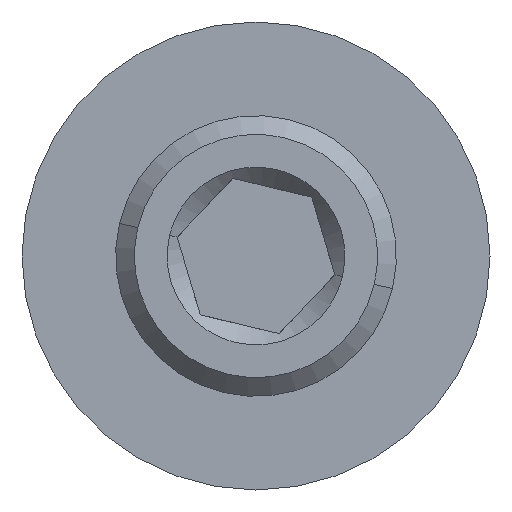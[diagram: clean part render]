
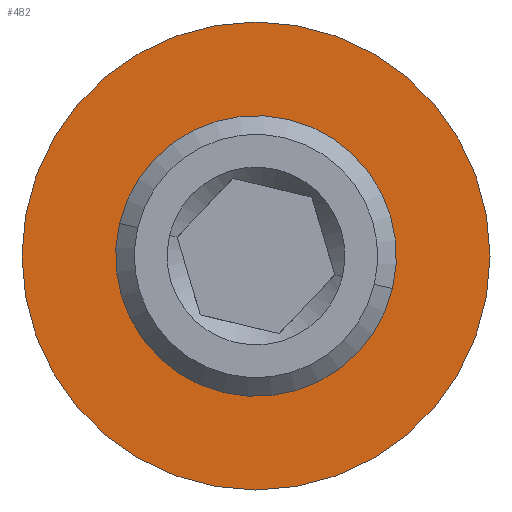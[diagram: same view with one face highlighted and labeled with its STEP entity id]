
A CAD part, front view. The second image highlights one B-rep face of the part: STEP entity #482.
In plain terms, the highlighted planar face has unit normal (0, -1, 0).
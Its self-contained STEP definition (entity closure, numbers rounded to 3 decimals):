
#8 = DIRECTION ( 'NONE',  ( 0., -1., 0. ) ) ;
#30 = CIRCLE ( 'NONE', #599, 10. ) ;
#34 = DIRECTION ( 'NONE',  ( 0., 1., 0. ) ) ;
#36 = AXIS2_PLACEMENT_3D ( 'NONE', #806, #34, #237 ) ;
#62 = PLANE ( 'NONE',  #342 ) ;
#88 = CARTESIAN_POINT ( 'NONE',  ( 5.6, -495., 0. ) ) ;
#112 = ORIENTED_EDGE ( 'NONE', *, *, #454, .T. ) ;
#156 = ORIENTED_EDGE ( 'NONE', *, *, #173, .T. ) ;
#173 = EDGE_CURVE ( 'NONE', #264, #823, #463, .T. ) ;
#185 = DIRECTION ( 'NONE',  ( 1., 0., 0. ) ) ;
#196 = VERTEX_POINT ( 'NONE', #330 ) ;
#199 = FACE_BOUND ( 'NONE', #203, .T. ) ;
#203 = EDGE_LOOP ( 'NONE', ( #476, #156 ) ) ;
#231 = EDGE_CURVE ( 'NONE', #823, #264, #733, .T. ) ;
#237 = DIRECTION ( 'NONE',  ( 1., 0., 0. ) ) ;
#264 = VERTEX_POINT ( 'NONE', #778 ) ;
#295 = DIRECTION ( 'NONE',  ( 1., 0., 0. ) ) ;
#310 = DIRECTION ( 'NONE',  ( 0., -1., 0. ) ) ;
#330 = CARTESIAN_POINT ( 'NONE',  ( -10., -495., 0. ) ) ;
#331 = AXIS2_PLACEMENT_3D ( 'NONE', #577, #310, #295 ) ;
#342 = AXIS2_PLACEMENT_3D ( 'NONE', #837, #417, #691 ) ;
#357 = CIRCLE ( 'NONE', #331, 10. ) ;
#361 = ORIENTED_EDGE ( 'NONE', *, *, #553, .T. ) ;
#417 = DIRECTION ( 'NONE',  ( 0., -1., 0. ) ) ;
#454 = EDGE_CURVE ( 'NONE', #196, #790, #357, .T. ) ;
#463 = CIRCLE ( 'NONE', #36, 5.6 ) ;
#476 = ORIENTED_EDGE ( 'NONE', *, *, #231, .T. ) ;
#479 = DIRECTION ( 'NONE',  ( 0., 1., 0. ) ) ;
#482 = ADVANCED_FACE ( 'NONE', ( #199, #690 ), #62, .T. ) ;
#501 = DIRECTION ( 'NONE',  ( 1., 0., 0. ) ) ;
#553 = EDGE_CURVE ( 'NONE', #790, #196, #30, .T. ) ;
#577 = CARTESIAN_POINT ( 'NONE',  ( 0., -495., 0. ) ) ;
#591 = CARTESIAN_POINT ( 'NONE',  ( 10., -495., 0. ) ) ;
#599 = AXIS2_PLACEMENT_3D ( 'NONE', #855, #8, #501 ) ;
#666 = EDGE_LOOP ( 'NONE', ( #361, #112 ) ) ;
#674 = AXIS2_PLACEMENT_3D ( 'NONE', #768, #479, #185 ) ;
#690 = FACE_OUTER_BOUND ( 'NONE', #666, .T. ) ;
#691 = DIRECTION ( 'NONE',  ( 1., 0., 0. ) ) ;
#733 = CIRCLE ( 'NONE', #674, 5.6 ) ;
#768 = CARTESIAN_POINT ( 'NONE',  ( 0., -495., 0. ) ) ;
#778 = CARTESIAN_POINT ( 'NONE',  ( -5.6, -495., 0. ) ) ;
#790 = VERTEX_POINT ( 'NONE', #591 ) ;
#806 = CARTESIAN_POINT ( 'NONE',  ( 0., -495., 0. ) ) ;
#823 = VERTEX_POINT ( 'NONE', #88 ) ;
#837 = CARTESIAN_POINT ( 'NONE',  ( 5.1, -495., 0. ) ) ;
#855 = CARTESIAN_POINT ( 'NONE',  ( 0., -495., 0. ) ) ;
